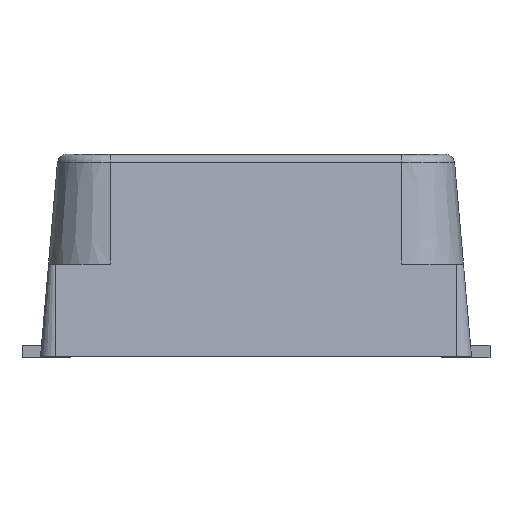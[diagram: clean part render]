
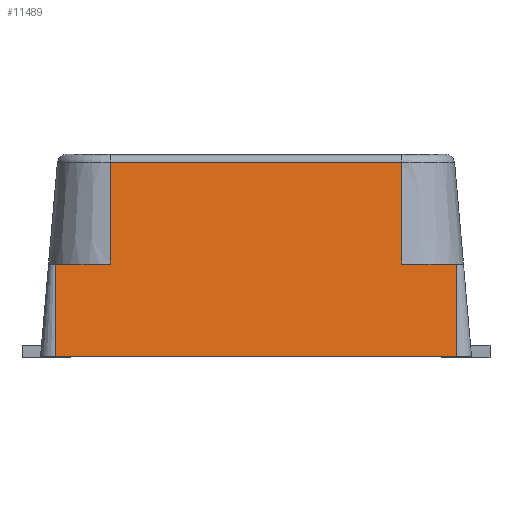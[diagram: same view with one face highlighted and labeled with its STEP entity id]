
A CAD part, front view. The second image highlights one B-rep face of the part: STEP entity #11489.
In plain terms, the highlighted planar face has unit normal (0, -0.996, 0.087).
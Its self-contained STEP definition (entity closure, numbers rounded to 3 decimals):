
#9 = VECTOR ( 'NONE', #9296, 1000. ) ;
#364 = DIRECTION ( 'NONE',  ( 1., 0., 0. ) ) ;
#953 = DIRECTION ( 'NONE',  ( 0., -0.087, -0.996 ) ) ;
#1061 = EDGE_CURVE ( 'NONE', #23472, #12506, #9501, .T. ) ;
#1740 = CARTESIAN_POINT ( 'NONE',  ( -2.369, -4.169, 1.52 ) ) ;
#1936 = VECTOR ( 'NONE', #2743, 1000. ) ;
#2743 = DIRECTION ( 'NONE',  ( 0., -0.087, -0.996 ) ) ;
#3081 = CARTESIAN_POINT ( 'NONE',  ( -3.25, -4.3, 0.02 ) ) ;
#3775 = CARTESIAN_POINT ( 'NONE',  ( -3.25, -4.3, 0.02 ) ) ;
#3960 = CARTESIAN_POINT ( 'NONE',  ( 3.25, -4.169, 1.52 ) ) ;
#4261 = CARTESIAN_POINT ( 'NONE',  ( -2.369, -4.169, 1.52 ) ) ;
#4347 = EDGE_CURVE ( 'NONE', #23311, #19582, #12376, .T. ) ;
#4518 = LINE ( 'NONE', #22902, #9377 ) ;
#4638 = VECTOR ( 'NONE', #7620, 1000. ) ;
#5015 = VERTEX_POINT ( 'NONE', #14760 ) ;
#5405 = LINE ( 'NONE', #18473, #9 ) ;
#5595 = DIRECTION ( 'NONE',  ( 0., -0.087, -0.996 ) ) ;
#6169 = CARTESIAN_POINT ( 'NONE',  ( -3.25, -4.169, 1.52 ) ) ;
#6320 = ORIENTED_EDGE ( 'NONE', *, *, #20277, .F. ) ;
#7193 = CARTESIAN_POINT ( 'NONE',  ( 3.25, -4.169, 1.52 ) ) ;
#7497 = VECTOR ( 'NONE', #10901, 1000. ) ;
#7611 = CARTESIAN_POINT ( 'NONE',  ( -3.25, -4.3, 0.02 ) ) ;
#7620 = DIRECTION ( 'NONE',  ( 1., 0., 0. ) ) ;
#8162 = CARTESIAN_POINT ( 'NONE',  ( -2.369, -4.025, 3.163 ) ) ;
#8778 = ORIENTED_EDGE ( 'NONE', *, *, #9204, .T. ) ;
#9018 = EDGE_CURVE ( 'NONE', #19582, #20801, #16529, .T. ) ;
#9033 = CARTESIAN_POINT ( 'NONE',  ( -2.369, -4.025, 3.163 ) ) ;
#9204 = EDGE_CURVE ( 'NONE', #23143, #5015, #21082, .T. ) ;
#9296 = DIRECTION ( 'NONE',  ( 0., -0.087, -0.996 ) ) ;
#9377 = VECTOR ( 'NONE', #953, 1000. ) ;
#9501 = LINE ( 'NONE', #3960, #4638 ) ;
#9695 = CARTESIAN_POINT ( 'NONE',  ( 3.25, -4.169, 1.52 ) ) ;
#9928 = FACE_OUTER_BOUND ( 'NONE', #23464, .T. ) ;
#9997 = CARTESIAN_POINT ( 'NONE',  ( 3.25, -4.3, 0.02 ) ) ;
#10731 = ORIENTED_EDGE ( 'NONE', *, *, #1061, .F. ) ;
#10901 = DIRECTION ( 'NONE',  ( -1., 0., 0. ) ) ;
#11251 = EDGE_CURVE ( 'NONE', #23311, #23472, #4518, .T. ) ;
#11324 = VECTOR ( 'NONE', #364, 1000. ) ;
#11489 = ADVANCED_FACE ( 'NONE', ( #9928 ), #18359, .T. ) ;
#11647 = LINE ( 'NONE', #9997, #1936 ) ;
#12376 = LINE ( 'NONE', #9033, #7497 ) ;
#12506 = VERTEX_POINT ( 'NONE', #9695 ) ;
#14675 = EDGE_CURVE ( 'NONE', #12506, #5015, #11647, .T. ) ;
#14760 = CARTESIAN_POINT ( 'NONE',  ( 3.25, -4.3, 0.02 ) ) ;
#15959 = ORIENTED_EDGE ( 'NONE', *, *, #11251, .F. ) ;
#16395 = DIRECTION ( 'NONE',  ( 0., -0.087, -0.996 ) ) ;
#16529 = LINE ( 'NONE', #1740, #20803 ) ;
#16609 = DIRECTION ( 'NONE',  ( 0., -0.996, 0.087 ) ) ;
#17189 = CARTESIAN_POINT ( 'NONE',  ( 2.369, -4.169, 1.52 ) ) ;
#17515 = VERTEX_POINT ( 'NONE', #6169 ) ;
#18359 = PLANE ( 'NONE',  #20509 ) ;
#18473 = CARTESIAN_POINT ( 'NONE',  ( -3.25, -4.3, 0.02 ) ) ;
#19326 = EDGE_CURVE ( 'NONE', #17515, #23143, #5405, .T. ) ;
#19582 = VERTEX_POINT ( 'NONE', #8162 ) ;
#20130 = CARTESIAN_POINT ( 'NONE',  ( 2.369, -4.025, 3.163 ) ) ;
#20277 = EDGE_CURVE ( 'NONE', #17515, #20801, #22309, .T. ) ;
#20509 = AXIS2_PLACEMENT_3D ( 'NONE', #3775, #16609, #5595 ) ;
#20524 = ORIENTED_EDGE ( 'NONE', *, *, #14675, .F. ) ;
#20757 = ORIENTED_EDGE ( 'NONE', *, *, #9018, .T. ) ;
#20801 = VERTEX_POINT ( 'NONE', #4261 ) ;
#20803 = VECTOR ( 'NONE', #16395, 1000. ) ;
#21082 = LINE ( 'NONE', #7611, #11324 ) ;
#21692 = DIRECTION ( 'NONE',  ( 1., 0., 0. ) ) ;
#21731 = VECTOR ( 'NONE', #21692, 1000. ) ;
#21868 = ORIENTED_EDGE ( 'NONE', *, *, #19326, .T. ) ;
#22309 = LINE ( 'NONE', #7193, #21731 ) ;
#22758 = ORIENTED_EDGE ( 'NONE', *, *, #4347, .T. ) ;
#22902 = CARTESIAN_POINT ( 'NONE',  ( 2.369, -4.169, 1.52 ) ) ;
#23143 = VERTEX_POINT ( 'NONE', #3081 ) ;
#23311 = VERTEX_POINT ( 'NONE', #20130 ) ;
#23464 = EDGE_LOOP ( 'NONE', ( #15959, #22758, #20757, #6320, #21868, #8778, #20524, #10731 ) ) ;
#23472 = VERTEX_POINT ( 'NONE', #17189 ) ;
